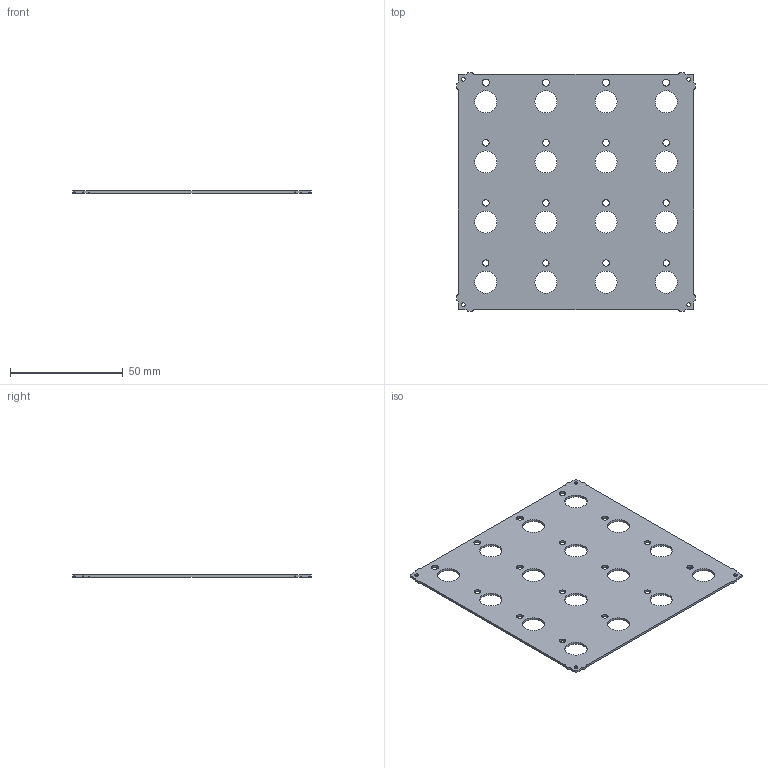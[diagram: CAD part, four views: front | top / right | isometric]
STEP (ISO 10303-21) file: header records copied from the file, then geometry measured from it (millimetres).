
FILE_DESCRIPTION(('KiCad electronic assembly'),'2;1');
FILE_NAME('FP-XX16-TEST-3D.step','2025-05-14T13:36:01',('Pcbnew'),( 'Kicad'),'Open CASCADE STEP processor 7.6','KiCad to STEP converter' ,'Unknown');
FILE_SCHEMA(('AUTOMOTIVE_DESIGN { 1 0 10303 214 1 1 1 1 }'));
Length unit declared in the file: millimetre
Products named in the file (2): FP-XX16-TEST-3D 1; kibot_gonp6bx4_PCB
Assembly tree (1 placements, depth 2):
  FP-XX16-TEST-3D 1
    kibot_gonp6bx4_PCB
Bounding box: 105.6 x 105.6 x 1 mm (x, y, z)
Volume: 9577.4 mm3; surface area: 20237.5 mm2
Topology: 1 solids, 1 shells, 146 faces, 432 edges, 288 vertices
Faces by surface type: plane 74, cylinder 72
Full cylindrical faces by diameter (mm): 1.75 x4, 2.75 x2, 2.8 x2, 2.85 x2, 2.9 x2, 2.95 x2, 3 x2, 3.05 x2, 3.1 x2, 9.8 x16
Entity records: 5101 total; most frequent: DIRECTION 872, CARTESIAN_POINT 868, ORIENTED_EDGE 864, EDGE_CURVE 432, AXIS2_PLACEMENT_3D 292, VERTEX_POINT 288, LINE 288, VECTOR 288
